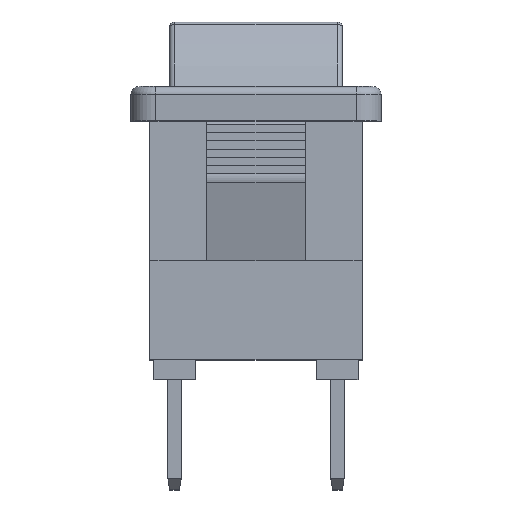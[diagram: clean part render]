
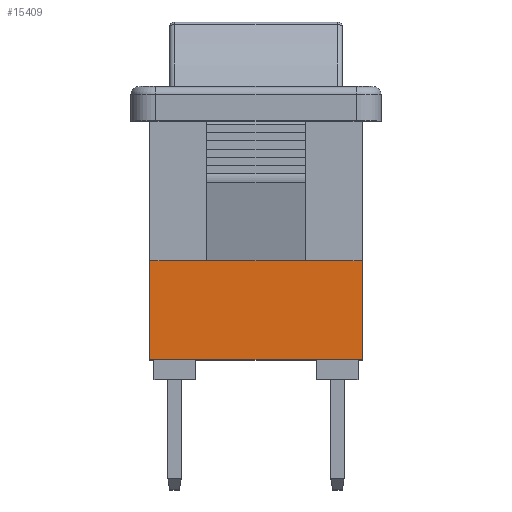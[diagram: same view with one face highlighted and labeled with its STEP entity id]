
A CAD part, top view. The second image highlights one B-rep face of the part: STEP entity #15409.
In plain terms, the highlighted planar face has unit normal (0, 0, 1).
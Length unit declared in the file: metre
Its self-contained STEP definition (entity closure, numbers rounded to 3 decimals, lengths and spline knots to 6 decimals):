
#2626=ORIENTED_EDGE('',*,*,#5826,.F.);
#2627=ORIENTED_EDGE('',*,*,#6142,.F.);
#2628=ORIENTED_EDGE('',*,*,#6296,.T.);
#2629=ORIENTED_EDGE('',*,*,#6508,.T.);
#2630=ORIENTED_EDGE('',*,*,#6509,.T.);
#2631=ORIENTED_EDGE('',*,*,#5972,.T.);
#5826=EDGE_CURVE('',#7972,#7973,#9467,.T.);
#5972=EDGE_CURVE('',#8115,#7973,#9574,.T.);
#6142=EDGE_CURVE('',#8283,#7972,#9683,.T.);
#6296=EDGE_CURVE('',#8283,#8419,#9806,.T.);
#6508=EDGE_CURVE('',#8419,#8536,#10006,.T.);
#6509=EDGE_CURVE('',#8536,#8115,#10007,.T.);
#7972=VERTEX_POINT('',#21870);
#7973=VERTEX_POINT('',#21872);
#8115=VERTEX_POINT('',#22723);
#8283=VERTEX_POINT('',#24053);
#8419=VERTEX_POINT('',#24783);
#8536=VERTEX_POINT('',#25211);
#9467=LINE('',#21871,#11214);
#9574=LINE('',#22722,#11321);
#9683=LINE('',#24054,#11430);
#9806=LINE('',#24784,#11553);
#10006=LINE('',#25210,#11753);
#10007=LINE('',#25212,#11754);
#11214=VECTOR('',#17816,1.);
#11321=VECTOR('',#17933,1.);
#11430=VECTOR('',#18054,1.);
#11553=VECTOR('',#18217,1.);
#11753=VECTOR('',#18637,1.);
#11754=VECTOR('',#18638,1.);
#12958=EDGE_LOOP('',(#2626,#2627,#2628,#2629,#2630,#2631));
#13918=FACE_BOUND('',#12958,.T.);
#14735=PLANE('',#16497);
#15409=ADVANCED_FACE('',(#13918),#14735,.T.);
#16497=AXIS2_PLACEMENT_3D('',#25209,#18635,#18636);
#17816=DIRECTION('',(-1.,0.,0.));
#17933=DIRECTION('',(0.,-1.,0.));
#18054=DIRECTION('',(0.,-1.,0.));
#18217=DIRECTION('',(-1.,0.,0.));
#18635=DIRECTION('',(0.,0.,1.));
#18636=DIRECTION('',(1.,0.,0.));
#18637=DIRECTION('',(-1.,0.,0.));
#18638=DIRECTION('',(-1.,0.,0.));
#21870=CARTESIAN_POINT('',(0.00645,-0.0145,0.00935));
#21871=CARTESIAN_POINT('',(-0.00645,-0.0145,0.00935));
#21872=CARTESIAN_POINT('',(-0.00645,-0.0145,0.00935));
#22722=CARTESIAN_POINT('',(-0.00645,-0.0085,0.00935));
#22723=CARTESIAN_POINT('',(-0.00645,-0.0085,0.00935));
#24053=CARTESIAN_POINT('',(0.00645,-0.0085,0.00935));
#24054=CARTESIAN_POINT('',(0.00645,-0.0085,0.00935));
#24783=CARTESIAN_POINT('',(0.003,-0.0085,0.00935));
#24784=CARTESIAN_POINT('',(-0.00645,-0.0085,0.00935));
#25209=CARTESIAN_POINT('',(-0.00645,-0.0085,0.00935));
#25210=CARTESIAN_POINT('',(0.003,-0.0085,0.00935));
#25211=CARTESIAN_POINT('',(-0.003,-0.0085,0.00935));
#25212=CARTESIAN_POINT('',(-0.00645,-0.0085,0.00935));
